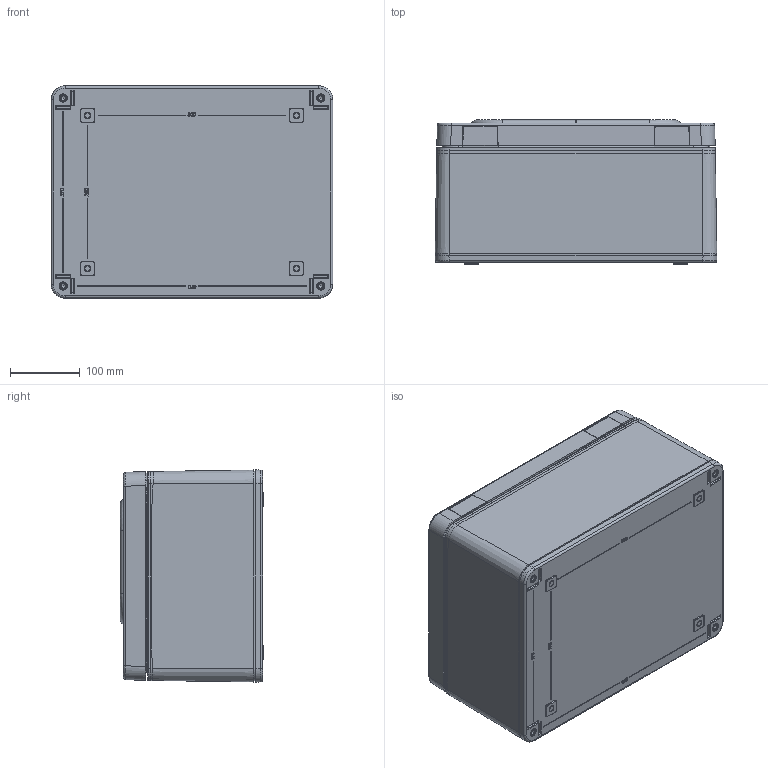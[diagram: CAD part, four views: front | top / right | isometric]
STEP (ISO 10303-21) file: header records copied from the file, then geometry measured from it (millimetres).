
FILE_DESCRIPTION (( 'STEP AP214' ), '1' );
FILE_NAME ('22304000.STEP', '2022-09-21T09:57:29', ( '' ), ( '' ), 'SwSTEP 2.0', 'SolidWorks 2020', '' );
FILE_SCHEMA (( 'AUTOMOTIVE_DESIGN' ));
Length unit declared in the file: millimetre
Products named in the file (18): 26400_Bearbeitung; 82382_1250; 86227; 86226; 95030; 82209_2230400; 25400; 82007_25400; 22304000; 82210_22304000; 25400-Gehäuserahmen; 25400-Gehäuseunterteil_Drawing; 56485; 51708; 95032; 94200; 94106; 94287
Assembly tree (24 placements, depth 4):
  22304000
    51708
      26400_Bearbeitung
      95030  x2
      95032  x2
      82382_1250
      56485
        82209_2230400
      82210_22304000
      94200
    25400
      25400-Gehäuseunterteil_Drawing
      25400-Gehäuserahmen
      82007_25400
      94287
      86227  x4
      86226  x4
  94106
Bounding box: 405 x 206.8 x 305 mm (x, y, z)
Volume: 2410064.5 mm3; surface area: 1344584.6 mm2
Topology: 25 solids, 25 shells, 3996 faces, 9201 edges, 5282 vertices
Faces by surface type: plane 2198, cylinder 900, bspline 509, torus 190, cone 150, sphere 49
Full cylindrical faces by diameter (mm): 2 x6, 2.2 x2, 2.3 x1, 5 x4, 5.1 x2, 5.2 x4, 6.6 x4, 6.65 x8, 7 x12, 9 x4, 10.5 x8, 12 x8, 20 x2
Entity records: 127396 total; most frequent: CARTESIAN_POINT 45907, ORIENTED_EDGE 17270, DIRECTION 16065, EDGE_CURVE 8635, AXIS2_PLACEMENT_3D 5627, VERTEX_POINT 5034, LINE 4811, VECTOR 4811
